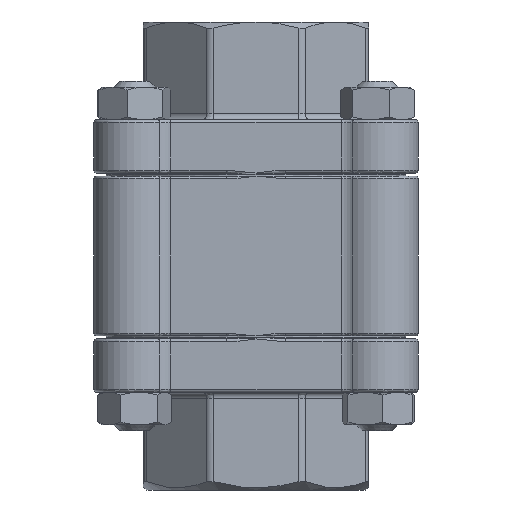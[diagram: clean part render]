
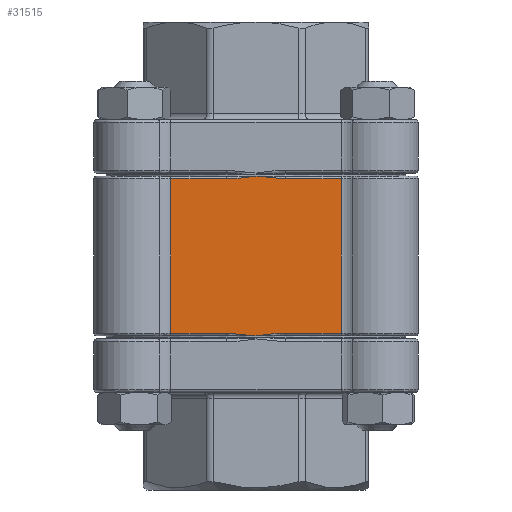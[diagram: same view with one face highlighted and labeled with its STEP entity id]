
A CAD part, front view. The second image highlights one B-rep face of the part: STEP entity #31515.
In plain terms, the highlighted planar face has unit normal (0, -1, 0).
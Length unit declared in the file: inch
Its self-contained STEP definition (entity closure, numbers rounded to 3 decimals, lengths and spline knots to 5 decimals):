
#1593 = CARTESIAN_POINT ( 'NONE',  ( 0.31117, -1.98819, 1.02639 ) ) ;
#2121 = CARTESIAN_POINT ( 'NONE',  ( 0.13074, -1.98819, 1.04437 ) ) ;
#2938 = CARTESIAN_POINT ( 'NONE',  ( -0.3937, -1.98819, -1.02362 ) ) ;
#3344 = LINE ( 'NONE', #49496, #16737 ) ;
#3717 = CARTESIAN_POINT ( 'NONE',  ( -0.13074, -1.98819, -1.04437 ) ) ;
#3722 = ORIENTED_EDGE ( 'NONE', *, *, #10187, .F. ) ;
#4549 = CARTESIAN_POINT ( 'NONE',  ( -0.26184, -1.98819, 1.02997 ) ) ;
#4830 = CARTESIAN_POINT ( 'NONE',  ( -0.22903, -1.98819, 1.03322 ) ) ;
#6068 = CARTESIAN_POINT ( 'NONE',  ( 0.26184, -1.98819, 1.02997 ) ) ;
#6454 = EDGE_CURVE ( 'NONE', #21736, #35664, #42302, .T. ) ;
#7272 = CARTESIAN_POINT ( 'NONE',  ( 0.3937, -1.98819, -1.02362 ) ) ;
#8363 = CARTESIAN_POINT ( 'NONE',  ( 0.37714, -1.98819, -1.02362 ) ) ;
#8650 = DIRECTION ( 'NONE',  ( -1., 0., 0. ) ) ;
#8731 = EDGE_CURVE ( 'NONE', #15706, #48530, #53468, .T. ) ;
#8743 = CARTESIAN_POINT ( 'NONE',  ( -0.32764, -1.98819, -1.02541 ) ) ;
#8830 = ORIENTED_EDGE ( 'NONE', *, *, #48914, .F. ) ;
#9020 = CARTESIAN_POINT ( 'NONE',  ( -0.22903, -1.98819, -1.03322 ) ) ;
#9214 = EDGE_LOOP ( 'NONE', ( #42530, #41648, #54912, #42662, #11307, #35266, #39166, #8830, #3722, #40664 ) ) ;
#9421 = CARTESIAN_POINT ( 'NONE',  ( 0.22903, -1.98819, 1.03322 ) ) ;
#10103 = DIRECTION ( 'NONE',  ( -1., 0., 0. ) ) ;
#10187 = EDGE_CURVE ( 'NONE', #21582, #17944, #3344, .T. ) ;
#10328 = CARTESIAN_POINT ( 'NONE',  ( 0., -1.98819, -1.06299 ) ) ;
#10743 = CARTESIAN_POINT ( 'NONE',  ( 1.13229, -1.98819, -1.02362 ) ) ;
#11173 = VECTOR ( 'NONE', #42842, 39.37008 ) ;
#11307 = ORIENTED_EDGE ( 'NONE', *, *, #14825, .F. ) ;
#12208 = VECTOR ( 'NONE', #33608, 39.37008 ) ;
#12557 = CARTESIAN_POINT ( 'NONE',  ( 0.32764, -1.98819, -1.02541 ) ) ;
#12663 = CARTESIAN_POINT ( 'NONE',  ( -0.36062, -1.98819, -1.02403 ) ) ;
#12945 = CARTESIAN_POINT ( 'NONE',  ( -0.37714, -1.98819, 1.02362 ) ) ;
#13223 = CARTESIAN_POINT ( 'NONE',  ( 0., -1.98819, -1.06299 ) ) ;
#13224 = CARTESIAN_POINT ( 'NONE',  ( 0., -1.98819, 1.06299 ) ) ;
#13346 = CARTESIAN_POINT ( 'NONE',  ( -1.13229, -1.98819, -1.02362 ) ) ;
#13619 = CARTESIAN_POINT ( 'NONE',  ( 0.37714, -1.98819, 1.02362 ) ) ;
#14038 = LINE ( 'NONE', #21597, #11173 ) ;
#14455 = CARTESIAN_POINT ( 'NONE',  ( 0.32764, -1.98819, 1.02541 ) ) ;
#14466 = DIRECTION ( 'NONE',  ( 0., 0., -1. ) ) ;
#14825 = EDGE_CURVE ( 'NONE', #26841, #50704, #21037, .T. ) ;
#15020 = CARTESIAN_POINT ( 'NONE',  ( -1.13229, -1.98819, -1.06299 ) ) ;
#15402 = CARTESIAN_POINT ( 'NONE',  ( -1.13229, -1.98819, -1.06299 ) ) ;
#15706 = VERTEX_POINT ( 'NONE', #26951 ) ;
#16737 = VECTOR ( 'NONE', #41100, 39.37008 ) ;
#16789 = CARTESIAN_POINT ( 'NONE',  ( 0.22903, -1.98819, -1.03322 ) ) ;
#17068 = CARTESIAN_POINT ( 'NONE',  ( 2.22441, -1.98819, -1.02362 ) ) ;
#17872 = VECTOR ( 'NONE', #8650, 39.37008 ) ;
#17944 = VERTEX_POINT ( 'NONE', #21276 ) ;
#18125 = CARTESIAN_POINT ( 'NONE',  ( 0.06541, -1.98819, 1.0537 ) ) ;
#18935 = CARTESIAN_POINT ( 'NONE',  ( 0.36062, -1.98819, 1.02403 ) ) ;
#21037 = LINE ( 'NONE', #21317, #52516 ) ;
#21276 = CARTESIAN_POINT ( 'NONE',  ( -0.3937, -1.98819, 1.02362 ) ) ;
#21317 = CARTESIAN_POINT ( 'NONE',  ( 1.13229, -1.98819, -1.06299 ) ) ;
#21582 = VERTEX_POINT ( 'NONE', #45137 ) ;
#21597 = CARTESIAN_POINT ( 'NONE',  ( -1.13229, -1.98819, 1.02362 ) ) ;
#21626 = CARTESIAN_POINT ( 'NONE',  ( -0.13074, -1.98819, 1.04437 ) ) ;
#21736 = VERTEX_POINT ( 'NONE', #10328 ) ;
#23514 = FACE_OUTER_BOUND ( 'NONE', #9214, .T. ) ;
#23798 = PLANE ( 'NONE',  #26409 ) ;
#24308 = VERTEX_POINT ( 'NONE', #34326 ) ;
#24357 = B_SPLINE_CURVE_WITH_KNOTS ( 'NONE', 3,
 ( #47909, #12945, #47063, #25824, #42869, #4549, #4830, #21626, #51521, #13224 ),
 .UNSPECIFIED., .F., .F.,
 ( 4, 2, 2, 2, 4 ),
 ( 0., 0.125, 0.25, 0.5, 1. ),
 .UNSPECIFIED. ) ;
#24615 = CARTESIAN_POINT ( 'NONE',  ( 0.36062, -1.98819, -1.02403 ) ) ;
#24818 = CARTESIAN_POINT ( 'NONE',  ( 0.3937, -1.98819, 1.02362 ) ) ;
#25824 = CARTESIAN_POINT ( 'NONE',  ( -0.32764, -1.98819, 1.02541 ) ) ;
#26089 = CARTESIAN_POINT ( 'NONE',  ( -0.37714, -1.98819, -1.02362 ) ) ;
#26409 = AXIS2_PLACEMENT_3D ( 'NONE', #15402, #40281, #10103 ) ;
#26841 = VERTEX_POINT ( 'NONE', #28926 ) ;
#26951 = CARTESIAN_POINT ( 'NONE',  ( 0., -1.98819, 1.06299 ) ) ;
#28926 = CARTESIAN_POINT ( 'NONE',  ( 1.13229, -1.98819, 1.02362 ) ) ;
#29405 = CARTESIAN_POINT ( 'NONE',  ( -1.13229, -1.98819, -1.02362 ) ) ;
#29712 = CARTESIAN_POINT ( 'NONE',  ( -0.06541, -1.98819, -1.0537 ) ) ;
#31389 = EDGE_CURVE ( 'NONE', #48530, #26841, #14038, .T. ) ;
#31515 = ADVANCED_FACE ( 'NONE', ( #23514 ), #23798, .F. ) ;
#31767 = CARTESIAN_POINT ( 'NONE',  ( 0., -1.98819, 1.06299 ) ) ;
#33552 = EDGE_CURVE ( 'NONE', #50704, #24308, #50658, .T. ) ;
#33608 = DIRECTION ( 'NONE',  ( -1., 0., 0. ) ) ;
#33815 = CARTESIAN_POINT ( 'NONE',  ( 0.06541, -1.98819, -1.0537 ) ) ;
#34326 = CARTESIAN_POINT ( 'NONE',  ( 0.3937, -1.98819, -1.02362 ) ) ;
#35266 = ORIENTED_EDGE ( 'NONE', *, *, #31389, .F. ) ;
#35664 = VERTEX_POINT ( 'NONE', #2938 ) ;
#36868 = EDGE_CURVE ( 'NONE', #21582, #40341, #39906, .T. ) ;
#37187 = CARTESIAN_POINT ( 'NONE',  ( 0., -1.98819, -1.06299 ) ) ;
#37474 = LINE ( 'NONE', #17068, #17872 ) ;
#37949 = B_SPLINE_CURVE_WITH_KNOTS ( 'NONE', 3,
 ( #7272, #8363, #24615, #12557, #50316, #46412, #16789, #42207, #33815, #37187 ),
 .UNSPECIFIED., .F., .F.,
 ( 4, 2, 2, 2, 4 ),
 ( 0., 0.125, 0.25, 0.5, 1. ),
 .UNSPECIFIED. ) ;
#38359 = DIRECTION ( 'NONE',  ( 0., 0., -1. ) ) ;
#39166 = ORIENTED_EDGE ( 'NONE', *, *, #8731, .F. ) ;
#39906 = LINE ( 'NONE', #15020, #45410 ) ;
#40281 = DIRECTION ( 'NONE',  ( 0., 1., 0. ) ) ;
#40341 = VERTEX_POINT ( 'NONE', #13346 ) ;
#40664 = ORIENTED_EDGE ( 'NONE', *, *, #36868, .T. ) ;
#41100 = DIRECTION ( 'NONE',  ( 1., 0., 0. ) ) ;
#41648 = ORIENTED_EDGE ( 'NONE', *, *, #6454, .F. ) ;
#42207 = CARTESIAN_POINT ( 'NONE',  ( 0.13074, -1.98819, -1.04437 ) ) ;
#42302 = B_SPLINE_CURVE_WITH_KNOTS ( 'NONE', 3,
 ( #13223, #29712, #3717, #9020, #55177, #50964, #8743, #12663, #26089, #46782 ),
 .UNSPECIFIED., .F., .F.,
 ( 4, 2, 2, 2, 4 ),
 ( 0., 0.5, 0.75, 0.875, 1. ),
 .UNSPECIFIED. ) ;
#42530 = ORIENTED_EDGE ( 'NONE', *, *, #42780, .F. ) ;
#42662 = ORIENTED_EDGE ( 'NONE', *, *, #33552, .F. ) ;
#42780 = EDGE_CURVE ( 'NONE', #35664, #40341, #37474, .T. ) ;
#42842 = DIRECTION ( 'NONE',  ( 1., 0., 0. ) ) ;
#42869 = CARTESIAN_POINT ( 'NONE',  ( -0.31117, -1.98819, 1.02639 ) ) ;
#44367 = CARTESIAN_POINT ( 'NONE',  ( 0.3937, -1.98819, 1.02362 ) ) ;
#45137 = CARTESIAN_POINT ( 'NONE',  ( -1.13229, -1.98819, 1.02362 ) ) ;
#45410 = VECTOR ( 'NONE', #14466, 39.37008 ) ;
#46412 = CARTESIAN_POINT ( 'NONE',  ( 0.26184, -1.98819, -1.02997 ) ) ;
#46782 = CARTESIAN_POINT ( 'NONE',  ( -0.3937, -1.98819, -1.02362 ) ) ;
#47063 = CARTESIAN_POINT ( 'NONE',  ( -0.36062, -1.98819, 1.02403 ) ) ;
#47909 = CARTESIAN_POINT ( 'NONE',  ( -0.3937, -1.98819, 1.02362 ) ) ;
#48530 = VERTEX_POINT ( 'NONE', #24818 ) ;
#48914 = EDGE_CURVE ( 'NONE', #17944, #15706, #24357, .T. ) ;
#49496 = CARTESIAN_POINT ( 'NONE',  ( -1.13229, -1.98819, 1.02362 ) ) ;
#50316 = CARTESIAN_POINT ( 'NONE',  ( 0.31117, -1.98819, -1.02639 ) ) ;
#50658 = LINE ( 'NONE', #29405, #12208 ) ;
#50704 = VERTEX_POINT ( 'NONE', #10743 ) ;
#50964 = CARTESIAN_POINT ( 'NONE',  ( -0.31117, -1.98819, -1.02639 ) ) ;
#51521 = CARTESIAN_POINT ( 'NONE',  ( -0.06541, -1.98819, 1.0537 ) ) ;
#52516 = VECTOR ( 'NONE', #38359, 39.37008 ) ;
#53468 = B_SPLINE_CURVE_WITH_KNOTS ( 'NONE', 3,
 ( #31767, #18125, #2121, #9421, #6068, #1593, #14455, #18935, #13619, #44367 ),
 .UNSPECIFIED., .F., .F.,
 ( 4, 2, 2, 2, 4 ),
 ( 0., 0.5, 0.75, 0.875, 1. ),
 .UNSPECIFIED. ) ;
#53928 = EDGE_CURVE ( 'NONE', #24308, #21736, #37949, .T. ) ;
#54912 = ORIENTED_EDGE ( 'NONE', *, *, #53928, .F. ) ;
#55177 = CARTESIAN_POINT ( 'NONE',  ( -0.26184, -1.98819, -1.02997 ) ) ;
